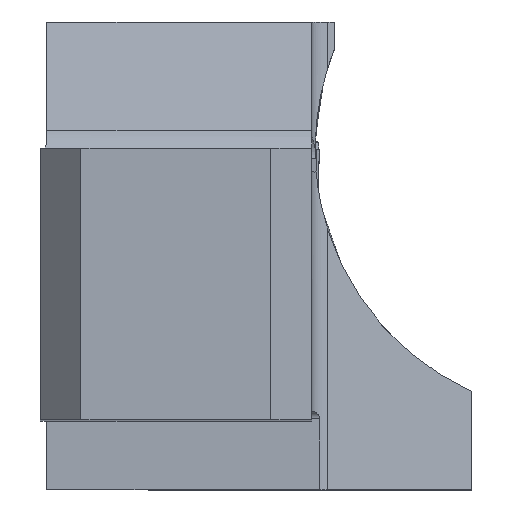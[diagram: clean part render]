
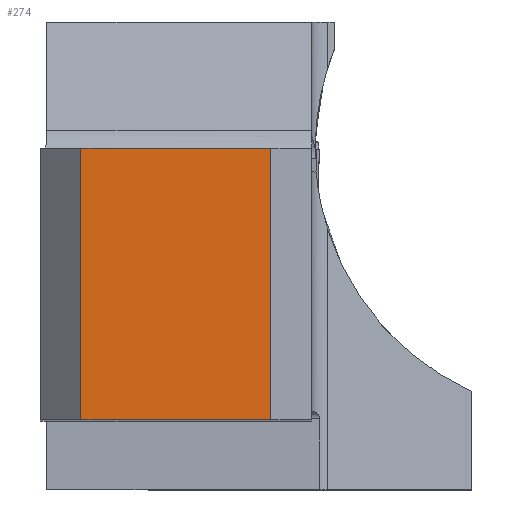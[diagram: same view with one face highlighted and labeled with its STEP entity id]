
A CAD part, top view. The second image highlights one B-rep face of the part: STEP entity #274.
In plain terms, the highlighted planar face has unit normal (0, 0, 1).
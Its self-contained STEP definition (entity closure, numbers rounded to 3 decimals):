
#274=ADVANCED_FACE('CU_BACK_SU1',(#456),#387,.F.);
#387=PLANE('',#2378);
#456=FACE_OUTER_BOUND('',#578,.T.);
#578=EDGE_LOOP('',(#916,#917,#918,#919));
#916=ORIENTED_EDGE('',*,*,#1729,.F.);
#917=ORIENTED_EDGE('',*,*,#1688,.F.);
#918=ORIENTED_EDGE('',*,*,#1730,.T.);
#919=ORIENTED_EDGE('',*,*,#1725,.T.);
#1466=VERTEX_POINT('',#3266);
#1467=VERTEX_POINT('',#3268);
#1487=VERTEX_POINT('',#3379);
#1488=VERTEX_POINT('',#3381);
#1688=EDGE_CURVE('',#1466,#1467,#1978,.T.);
#1725=EDGE_CURVE('',#1488,#1487,#2003,.T.);
#1729=EDGE_CURVE('',#1467,#1487,#2006,.T.);
#1730=EDGE_CURVE('',#1466,#1488,#2007,.T.);
#1978=LINE('',#3267,#2144);
#2003=LINE('',#3380,#2169);
#2006=LINE('',#3387,#2172);
#2007=LINE('',#3388,#2173);
#2144=VECTOR('',#2616,1.);
#2169=VECTOR('',#2681,1.);
#2172=VECTOR('',#2688,1.);
#2173=VECTOR('',#2689,1.);
#2378=AXIS2_PLACEMENT_3D('',#3389,#2690,#2691);
#2616=DIRECTION('',(1.,0.,0.));
#2681=DIRECTION('',(1.,0.,0.));
#2688=DIRECTION('',(0.,-1.,0.));
#2689=DIRECTION('',(0.,-1.,0.));
#2690=DIRECTION('',(0.,0.,-1.));
#2691=DIRECTION('',(1.,0.,0.));
#3266=CARTESIAN_POINT('',(3.,19.925,0.));
#3267=CARTESIAN_POINT('',(110.,19.925,0.));
#3268=CARTESIAN_POINT('',(16.925,19.925,0.));
#3379=CARTESIAN_POINT('',(16.925,0.,0.));
#3380=CARTESIAN_POINT('',(110.,0.,0.));
#3381=CARTESIAN_POINT('',(3.,0.,0.));
#3387=CARTESIAN_POINT('',(16.925,0.,0.));
#3388=CARTESIAN_POINT('',(3.,0.,0.));
#3389=CARTESIAN_POINT('',(-22.996,39.925,0.));
